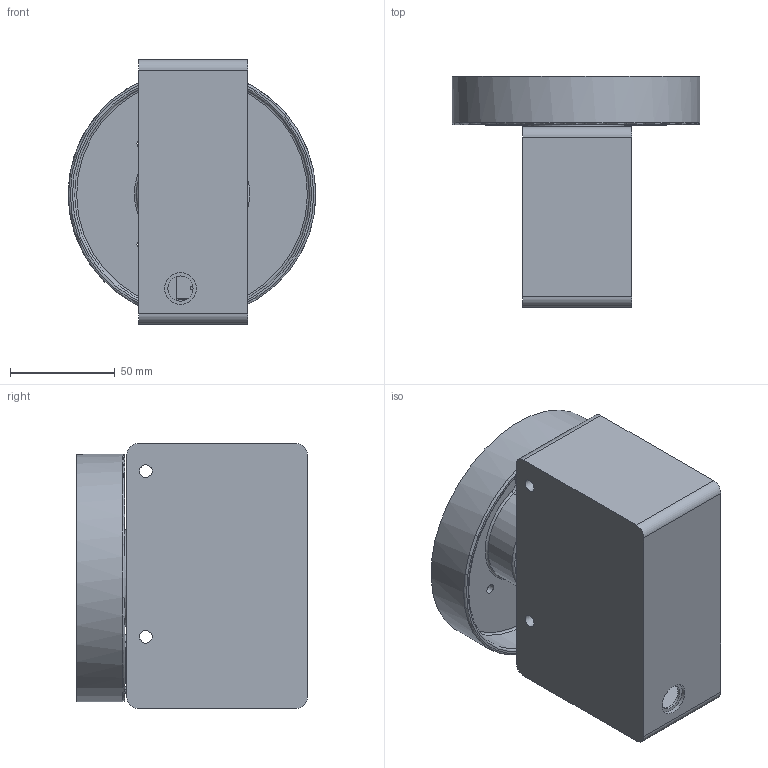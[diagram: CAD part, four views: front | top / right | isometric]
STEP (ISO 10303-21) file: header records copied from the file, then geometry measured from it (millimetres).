
FILE_DESCRIPTION(/* description */ ('','CAx-IF Rec.Pracs.---Representation and Presentation of Product Manufacturing Information (PMI)---4.0---2014-10-13'),/* implementation_level */ '2;1');
FILE_NAME(/* name */ 'Reductor Starlink.step',/* time_stamp */ '2025-01-25T20:05:48+02:00',/* author */ (''),/* organization */ (''),/* preprocessor_version */ 'ST-DEVELOPER v20',/* originating_system */ 'Autodesk Translation Framework v13.20.0.188',/* authorisation */ '');
FILE_SCHEMA (('AP242_MANAGED_MODEL_BASED_3D_ENGINEERING_MIM_LF { 1 0 10303 442 1 1 4 }'));
Length unit declared in the file: millimetre
Products named in the file (5): Reductor ST-box; MSW-13; MSW-13_1; MSW-12; OutputFile
Assembly tree (5 placements, depth 3):
  Reductor ST-box
    MSW-13
      MSW-12
    MSW-13_1
      MSW-12
    OutputFile
Bounding box: 117.98 x 110 x 126 mm (x, y, z)
Volume: 230547.6 mm3; surface area: 111397.4 mm2
Topology: 4 solids, 4 shells, 361 faces, 949 edges, 611 vertices
Faces by surface type: plane 155, cylinder 136, bspline 36, torus 26, sphere 6, cone 2
Full cylindrical faces by diameter (mm): 1.6 x6, 1.7 x2, 2.2 x2, 2.3 x4, 2.5 x3, 4.5 x4, 6 x4, 10.106 x5, 12 x6, 15 x1, 15.2 x1, 16.5 x1, 42 x1, 46 x1, 47 x1, 118 x1
Entity records: 14225 total; most frequent: CARTESIAN_POINT 6929, ORIENTED_EDGE 1512, DIRECTION 1420, EDGE_CURVE 756, AXIS2_PLACEMENT_3D 527, VERTEX_POINT 485, LINE 366, VECTOR 366
